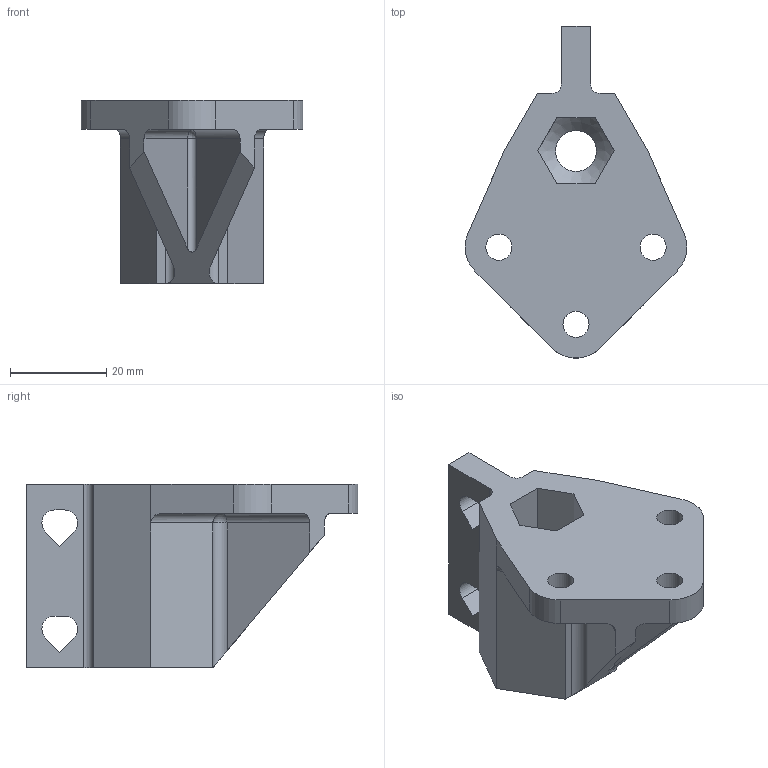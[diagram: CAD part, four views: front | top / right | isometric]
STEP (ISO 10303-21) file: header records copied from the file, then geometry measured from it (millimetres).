
FILE_DESCRIPTION( ( 'Unknown' ), '1' );
FILE_NAME( 'Bed-corner.stp', 'Unknown', ( 'Ed Sells' ), ( 'University of Bath' ), 'XStep 1.0', 'Solid Edge v19', ' ' );
FILE_SCHEMA( ( 'CONFIG_CONTROL_DESIGN' ) );
Length unit declared in the file: millimetre
Products named in the file (1): 1
Bounding box: 45.96 x 68.85 x 38 mm (x, y, z)
Volume: 28775 mm3; surface area: 11312.6 mm2
Topology: 1 solids, 1 shells, 81 faces, 217 edges, 136 vertices
Faces by surface type: plane 44, cylinder 30, cone 4, sphere 2, bspline 1
Full cylindrical faces by diameter (mm): 5.4 x3, 8.5 x1
Entity records: 2756 total; most frequent: CARTESIAN_POINT 679, DIRECTION 423, ORIENTED_EDGE 412, EDGE_CURVE 206, AXIS2_PLACEMENT_3D 142, LINE 139, VECTOR 139, VERTEX_POINT 136
